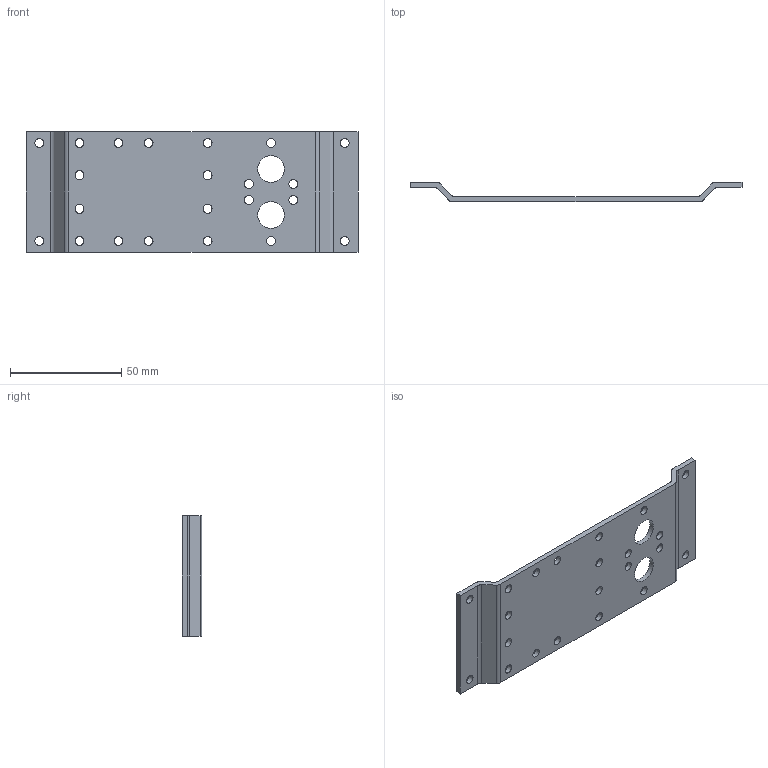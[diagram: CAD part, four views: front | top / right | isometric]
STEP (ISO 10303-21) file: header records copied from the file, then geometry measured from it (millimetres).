
FILE_DESCRIPTION(('HOOPS Exchange Step'),'2;1');
FILE_NAME('2a80880d136f4094d9c0a6e4d966465220220123-1-e8kkey.SLDPRT.step','2022-01-23T18:17:13+00:00',('root'),('Unknown organisation'),'HOOPS Exchange 2021.0','HOOPS Exchange','Unknown authorisation');
FILE_SCHEMA( ('AUTOMOTIVE_DESIGN { 1 0 10303 214 1 1 1 1 }') );
Length unit declared in the file: millimetre
Products named in the file (2): Défaut; 2a80880d136f4094d9c0a6e4d966465220220123-1-e8kkey
Assembly tree (1 placements, depth 2):
  2a80880d136f4094d9c0a6e4d966465220220123-1-e8kkey
    Défaut
Bounding box: 149 x 8.8 x 54.1 mm (x, y, z)
Volume: 18092.2 mm3; surface area: 17447.7 mm2
Topology: 1 solids, 1 shells, 46 faces, 164 edges, 120 vertices
Faces by surface type: cylinder 32, plane 14
Full cylindrical faces by diameter (mm): 4 x22, 12 x2
Entity records: 2003 total; most frequent: DIRECTION 358, CARTESIAN_POINT 333, ORIENTED_EDGE 328, EDGE_CURVE 164, AXIS2_PLACEMENT_3D 145, VERTEX_POINT 120, CIRCLE 96, EDGE_LOOP 94
